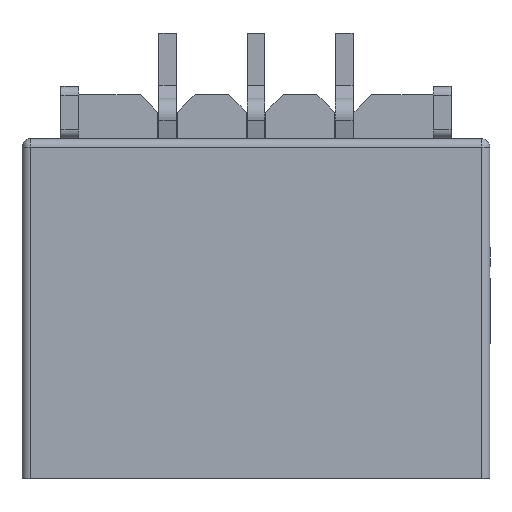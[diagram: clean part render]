
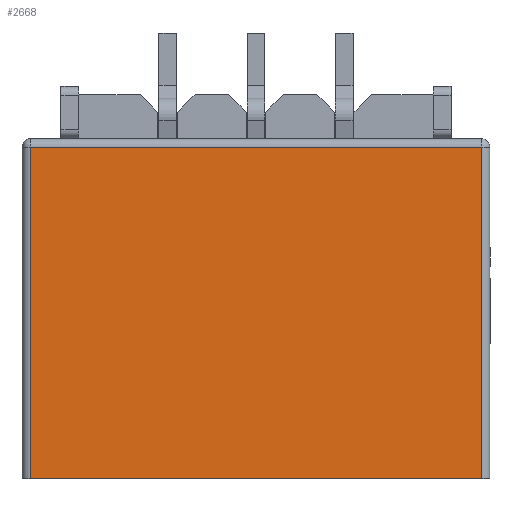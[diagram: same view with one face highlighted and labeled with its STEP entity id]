
A CAD part, top view. The second image highlights one B-rep face of the part: STEP entity #2668.
In plain terms, the highlighted planar face has unit normal (0, 0, 1).
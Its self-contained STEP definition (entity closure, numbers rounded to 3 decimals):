
#2668 = ADVANCED_FACE ( 'NONE', ( #17278 ), #7478, .T. ) ;
#3085 = LINE ( 'NONE', #12467, #19449 ) ;
#3566 = CARTESIAN_POINT ( 'NONE',  ( 2.55, 1.15, 3.14 ) ) ;
#4149 = DIRECTION ( 'NONE',  ( 0., -1., 0. ) ) ;
#4309 = CARTESIAN_POINT ( 'NONE',  ( 2.55, 1.05, 3.14 ) ) ;
#5879 = CARTESIAN_POINT ( 'NONE',  ( 2.55, -2.7, 3.14 ) ) ;
#6300 = EDGE_CURVE ( 'NONE', #10347, #8237, #6957, .T. ) ;
#6957 = LINE ( 'NONE', #3566, #17128 ) ;
#7064 = ORIENTED_EDGE ( 'NONE', *, *, #6300, .T. ) ;
#7350 = CARTESIAN_POINT ( 'NONE',  ( -2.55, 1.05, 3.14 ) ) ;
#7378 = DIRECTION ( 'NONE',  ( 0., 0., 1. ) ) ;
#7440 = LINE ( 'NONE', #17245, #17778 ) ;
#7478 = PLANE ( 'NONE',  #13663 ) ;
#8237 = VERTEX_POINT ( 'NONE', #4309 ) ;
#8729 = DIRECTION ( 'NONE',  ( 1., 0., 0. ) ) ;
#9049 = LINE ( 'NONE', #17142, #16632 ) ;
#10043 = CARTESIAN_POINT ( 'NONE',  ( -2.55, -2.7, 3.14 ) ) ;
#10347 = VERTEX_POINT ( 'NONE', #5879 ) ;
#11117 = DIRECTION ( 'NONE',  ( -1., 0., 0. ) ) ;
#11442 = EDGE_CURVE ( 'NONE', #17338, #16720, #7440, .T. ) ;
#12018 = CARTESIAN_POINT ( 'NONE',  ( 0., 0., 3.14 ) ) ;
#12467 = CARTESIAN_POINT ( 'NONE',  ( -2.65, 1.05, 3.14 ) ) ;
#12522 = EDGE_CURVE ( 'NONE', #8237, #17338, #3085, .T. ) ;
#13402 = DIRECTION ( 'NONE',  ( 0., 1., 0. ) ) ;
#13663 = AXIS2_PLACEMENT_3D ( 'NONE', #12018, #7378, #13828 ) ;
#13828 = DIRECTION ( 'NONE',  ( 1., 0., 0. ) ) ;
#16542 = ORIENTED_EDGE ( 'NONE', *, *, #12522, .T. ) ;
#16632 = VECTOR ( 'NONE', #8729, 1000. ) ;
#16720 = VERTEX_POINT ( 'NONE', #10043 ) ;
#16727 = EDGE_LOOP ( 'NONE', ( #17513, #7064, #16542, #19659 ) ) ;
#17128 = VECTOR ( 'NONE', #13402, 1000. ) ;
#17142 = CARTESIAN_POINT ( 'NONE',  ( -2.65, -2.7, 3.14 ) ) ;
#17245 = CARTESIAN_POINT ( 'NONE',  ( -2.55, -2.7, 3.14 ) ) ;
#17278 = FACE_OUTER_BOUND ( 'NONE', #16727, .T. ) ;
#17338 = VERTEX_POINT ( 'NONE', #7350 ) ;
#17513 = ORIENTED_EDGE ( 'NONE', *, *, #19817, .T. ) ;
#17778 = VECTOR ( 'NONE', #4149, 1000. ) ;
#19449 = VECTOR ( 'NONE', #11117, 1000. ) ;
#19659 = ORIENTED_EDGE ( 'NONE', *, *, #11442, .T. ) ;
#19817 = EDGE_CURVE ( 'NONE', #16720, #10347, #9049, .T. ) ;
